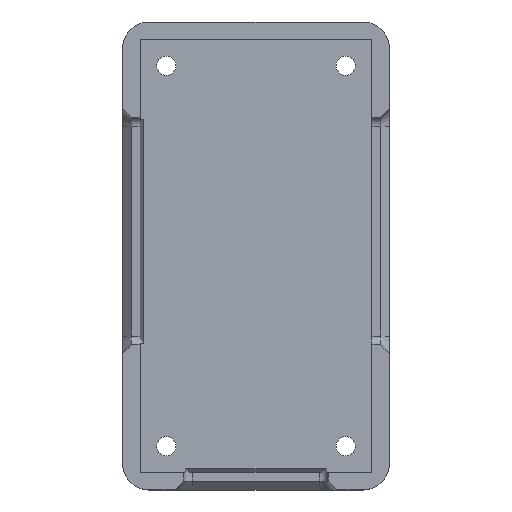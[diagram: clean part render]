
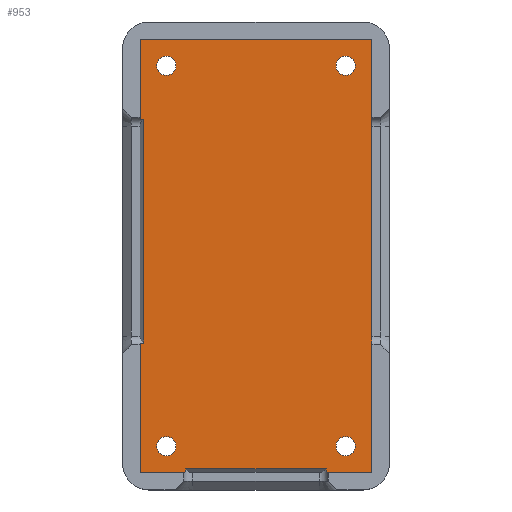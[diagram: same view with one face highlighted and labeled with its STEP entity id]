
A CAD part, top view. The second image highlights one B-rep face of the part: STEP entity #953.
In plain terms, the highlighted planar face has unit normal (0, 0, 1).
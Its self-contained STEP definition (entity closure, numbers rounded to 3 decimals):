
#33=FACE_BOUND('',#180,.T.);
#34=FACE_BOUND('',#181,.T.);
#35=FACE_BOUND('',#182,.T.);
#36=FACE_BOUND('',#183,.T.);
#65=PLANE('',#1068);
#118=FACE_OUTER_BOUND('',#179,.T.);
#179=EDGE_LOOP('',(#865,#866,#867,#868,#869,#870,#871,#872,#873,#874,#875,
#876,#877,#878));
#180=EDGE_LOOP('',(#879));
#181=EDGE_LOOP('',(#880));
#182=EDGE_LOOP('',(#881));
#183=EDGE_LOOP('',(#882));
#228=LINE('',#1520,#313);
#231=LINE('',#1530,#316);
#232=LINE('',#1533,#317);
#235=LINE('',#1539,#320);
#236=LINE('',#1545,#321);
#242=LINE('',#1564,#327);
#245=LINE('',#1569,#330);
#248=LINE('',#1577,#333);
#256=LINE('',#1605,#341);
#260=LINE('',#1613,#345);
#264=LINE('',#1621,#349);
#266=LINE('',#1624,#351);
#267=LINE('',#1626,#352);
#268=LINE('',#1628,#353);
#313=VECTOR('',#1233,10.);
#316=VECTOR('',#1242,10.);
#317=VECTOR('',#1247,10.);
#320=VECTOR('',#1254,10.);
#321=VECTOR('',#1259,10.);
#327=VECTOR('',#1281,10.);
#330=VECTOR('',#1286,10.);
#333=VECTOR('',#1295,10.);
#341=VECTOR('',#1327,10.);
#345=VECTOR('',#1335,10.);
#349=VECTOR('',#1343,10.);
#351=VECTOR('',#1347,10.);
#352=VECTOR('',#1350,10.);
#353=VECTOR('',#1353,10.);
#366=CIRCLE('',#989,1.1);
#367=CIRCLE('',#991,1.1);
#368=CIRCLE('',#993,1.1);
#369=CIRCLE('',#995,1.1);
#410=VERTEX_POINT('',#1396);
#411=VERTEX_POINT('',#1400);
#412=VERTEX_POINT('',#1404);
#413=VERTEX_POINT('',#1408);
#454=VERTEX_POINT('',#1517);
#455=VERTEX_POINT('',#1519);
#458=VERTEX_POINT('',#1527);
#459=VERTEX_POINT('',#1529);
#460=VERTEX_POINT('',#1537);
#461=VERTEX_POINT('',#1541);
#463=VERTEX_POINT('',#1544);
#468=VERTEX_POINT('',#1562);
#469=VERTEX_POINT('',#1568);
#471=VERTEX_POINT('',#1575);
#476=VERTEX_POINT('',#1593);
#478=VERTEX_POINT('',#1599);
#481=VERTEX_POINT('',#1611);
#483=VERTEX_POINT('',#1620);
#500=EDGE_CURVE('',#410,#410,#366,.T.);
#502=EDGE_CURVE('',#411,#411,#367,.T.);
#504=EDGE_CURVE('',#412,#412,#368,.T.);
#506=EDGE_CURVE('',#413,#413,#369,.T.);
#561=EDGE_CURVE('',#454,#455,#228,.T.);
#566=EDGE_CURVE('',#459,#458,#231,.F.);
#568=EDGE_CURVE('',#455,#458,#232,.T.);
#571=EDGE_CURVE('',#454,#460,#235,.T.);
#573=EDGE_CURVE('',#461,#463,#236,.T.);
#583=EDGE_CURVE('',#468,#461,#242,.T.);
#586=EDGE_CURVE('',#463,#469,#245,.T.);
#590=EDGE_CURVE('',#468,#471,#248,.T.);
#604=EDGE_CURVE('',#476,#478,#256,.T.);
#608=EDGE_CURVE('',#478,#481,#260,.T.);
#612=EDGE_CURVE('',#483,#469,#264,.T.);
#614=EDGE_CURVE('',#471,#459,#266,.T.);
#615=EDGE_CURVE('',#460,#476,#267,.T.);
#616=EDGE_CURVE('',#481,#483,#268,.T.);
#865=ORIENTED_EDGE('',*,*,#571,.T.);
#866=ORIENTED_EDGE('',*,*,#615,.T.);
#867=ORIENTED_EDGE('',*,*,#604,.T.);
#868=ORIENTED_EDGE('',*,*,#608,.T.);
#869=ORIENTED_EDGE('',*,*,#616,.T.);
#870=ORIENTED_EDGE('',*,*,#612,.T.);
#871=ORIENTED_EDGE('',*,*,#586,.F.);
#872=ORIENTED_EDGE('',*,*,#573,.F.);
#873=ORIENTED_EDGE('',*,*,#583,.F.);
#874=ORIENTED_EDGE('',*,*,#590,.T.);
#875=ORIENTED_EDGE('',*,*,#614,.T.);
#876=ORIENTED_EDGE('',*,*,#566,.T.);
#877=ORIENTED_EDGE('',*,*,#568,.F.);
#878=ORIENTED_EDGE('',*,*,#561,.F.);
#879=ORIENTED_EDGE('',*,*,#500,.T.);
#880=ORIENTED_EDGE('',*,*,#502,.T.);
#881=ORIENTED_EDGE('',*,*,#504,.T.);
#882=ORIENTED_EDGE('',*,*,#506,.T.);
#953=ADVANCED_FACE('',(#118,#33,#34,#35,#36),#65,.T.);
#989=AXIS2_PLACEMENT_3D('',#1397,#1117,#1118);
#991=AXIS2_PLACEMENT_3D('',#1401,#1122,#1123);
#993=AXIS2_PLACEMENT_3D('',#1405,#1127,#1128);
#995=AXIS2_PLACEMENT_3D('',#1409,#1132,#1133);
#1068=AXIS2_PLACEMENT_3D('',#1630,#1356,#1357);
#1117=DIRECTION('center_axis',(0.,0.,-1.));
#1118=DIRECTION('ref_axis',(-1.,0.,0.));
#1122=DIRECTION('center_axis',(0.,0.,-1.));
#1123=DIRECTION('ref_axis',(-1.,0.,0.));
#1127=DIRECTION('center_axis',(0.,0.,-1.));
#1128=DIRECTION('ref_axis',(-1.,0.,0.));
#1132=DIRECTION('center_axis',(0.,0.,-1.));
#1133=DIRECTION('ref_axis',(-1.,0.,0.));
#1233=DIRECTION('',(0.,1.,0.));
#1242=DIRECTION('',(0.,-1.,0.));
#1247=DIRECTION('',(-1.,0.,0.));
#1254=DIRECTION('',(1.,0.,0.));
#1259=DIRECTION('',(0.,1.,0.));
#1281=DIRECTION('',(1.,0.,0.));
#1286=DIRECTION('',(-1.,0.,0.));
#1295=DIRECTION('',(0.,-1.,0.));
#1327=DIRECTION('',(0.,1.,0.));
#1335=DIRECTION('',(0.,1.,0.));
#1343=DIRECTION('',(0.,-1.,0.));
#1347=DIRECTION('',(1.,0.,0.));
#1350=DIRECTION('',(0.,1.,0.));
#1353=DIRECTION('',(-1.,0.,0.));
#1356=DIRECTION('center_axis',(0.,0.,1.));
#1357=DIRECTION('ref_axis',(1.,0.,0.));
#1396=CARTESIAN_POINT('',(-43.9,1.5,3.));
#1397=CARTESIAN_POINT('Origin',(-45.,1.5,3.));
#1400=CARTESIAN_POINT('',(-43.9,45.,3.));
#1401=CARTESIAN_POINT('Origin',(-45.,45.,3.));
#1404=CARTESIAN_POINT('',(-23.4,1.5,3.));
#1405=CARTESIAN_POINT('Origin',(-24.5,1.5,3.));
#1408=CARTESIAN_POINT('',(-23.4,45.,3.));
#1409=CARTESIAN_POINT('Origin',(-24.5,45.,3.));
#1517=CARTESIAN_POINT('',(-26.7,-1.5,3.));
#1519=CARTESIAN_POINT('',(-26.7,-1.1,3.));
#1520=CARTESIAN_POINT('',(-26.7,-3.5,3.));
#1527=CARTESIAN_POINT('',(-42.8,-1.1,3.));
#1529=CARTESIAN_POINT('',(-42.8,-1.5,3.));
#1530=CARTESIAN_POINT('',(-42.8,-3.5,3.));
#1533=CARTESIAN_POINT('',(-34.75,-1.1,3.));
#1537=CARTESIAN_POINT('',(-21.5,-1.5,3.));
#1539=CARTESIAN_POINT('',(-21.5,-1.5,3.));
#1541=CARTESIAN_POINT('',(-47.6,13.3,3.));
#1544=CARTESIAN_POINT('',(-47.6,38.9,3.));
#1545=CARTESIAN_POINT('',(-47.6,24.675,3.));
#1562=CARTESIAN_POINT('',(-48.,13.3,3.));
#1564=CARTESIAN_POINT('',(-50.,13.3,3.));
#1568=CARTESIAN_POINT('',(-48.,38.9,3.));
#1569=CARTESIAN_POINT('',(-50.,38.9,3.));
#1575=CARTESIAN_POINT('',(-48.,-1.5,3.));
#1577=CARTESIAN_POINT('',(-48.,-1.5,3.));
#1593=CARTESIAN_POINT('',(-21.5,13.3,3.));
#1599=CARTESIAN_POINT('',(-21.5,38.9,3.));
#1605=CARTESIAN_POINT('',(-21.5,48.,3.));
#1611=CARTESIAN_POINT('',(-21.5,48.,3.));
#1613=CARTESIAN_POINT('',(-21.5,48.,3.));
#1620=CARTESIAN_POINT('',(-48.,48.,3.));
#1621=CARTESIAN_POINT('',(-48.,-1.5,3.));
#1624=CARTESIAN_POINT('',(-28.125,-1.5,3.));
#1626=CARTESIAN_POINT('',(-21.5,48.,3.));
#1628=CARTESIAN_POINT('',(-48.,48.,3.));
#1630=CARTESIAN_POINT('Origin',(-34.75,23.25,3.));
